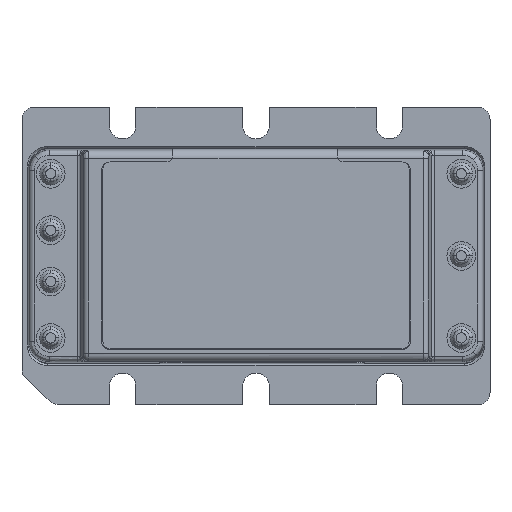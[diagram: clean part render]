
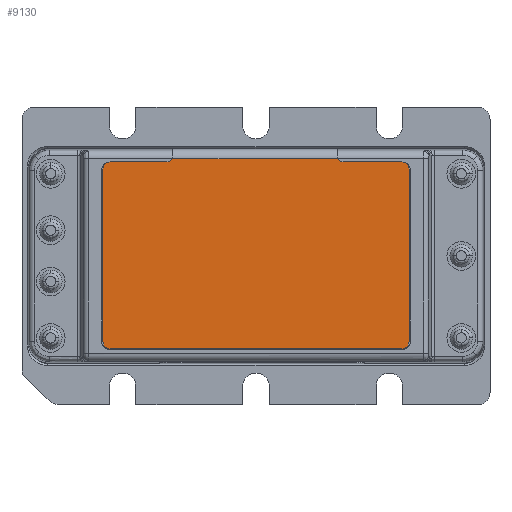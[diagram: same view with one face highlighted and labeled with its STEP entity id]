
A CAD part, top view. The second image highlights one B-rep face of the part: STEP entity #9130.
In plain terms, the highlighted planar face has unit normal (0, 0, 1).
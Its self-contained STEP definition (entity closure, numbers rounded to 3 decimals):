
#8856 = VERTEX_POINT('',#8857);
#8857 = CARTESIAN_POINT('',(-18.936,-10.603,-1.671));
#8865 = VERTEX_POINT('',#8866);
#8866 = CARTESIAN_POINT('',(-18.047,-11.492,-1.671));
#8872 = EDGE_CURVE('',#8856,#8865,#8873,.T.);
#8873 = CIRCLE('',#8874,0.889);
#8874 = AXIS2_PLACEMENT_3D('',#8875,#8876,#8877);
#8875 = CARTESIAN_POINT('',(-18.047,-10.603,-1.671));
#8876 = DIRECTION('',(0.,0.,1.));
#8877 = DIRECTION('',(1.,0.,0.));
#8890 = VERTEX_POINT('',#8891);
#8891 = CARTESIAN_POINT('',(18.047,-11.492,-1.671));
#8897 = EDGE_CURVE('',#8865,#8890,#8898,.T.);
#8898 = LINE('',#8899,#8900);
#8899 = CARTESIAN_POINT('',(18.047,-11.492,-1.671));
#8900 = VECTOR('',#8901,1.);
#8901 = DIRECTION('',(1.,0.,0.));
#8914 = VERTEX_POINT('',#8915);
#8915 = CARTESIAN_POINT('',(18.936,-10.603,-1.671));
#8921 = EDGE_CURVE('',#8890,#8914,#8922,.T.);
#8922 = CIRCLE('',#8923,0.889);
#8923 = AXIS2_PLACEMENT_3D('',#8924,#8925,#8926);
#8924 = CARTESIAN_POINT('',(18.047,-10.603,-1.671));
#8925 = DIRECTION('',(0.,0.,1.));
#8926 = DIRECTION('',(1.,0.,0.));
#8939 = VERTEX_POINT('',#8940);
#8940 = CARTESIAN_POINT('',(18.936,10.733,-1.671));
#8946 = EDGE_CURVE('',#8914,#8939,#8947,.T.);
#8947 = LINE('',#8948,#8949);
#8948 = CARTESIAN_POINT('',(18.936,10.733,-1.671));
#8949 = VECTOR('',#8950,1.);
#8950 = DIRECTION('',(0.,1.,0.));
#8964 = VERTEX_POINT('',#8965);
#8965 = CARTESIAN_POINT('',(18.047,11.622,-1.671));
#8971 = EDGE_CURVE('',#8939,#8964,#8972,.T.);
#8972 = CIRCLE('',#8973,0.889);
#8973 = AXIS2_PLACEMENT_3D('',#8974,#8975,#8976);
#8974 = CARTESIAN_POINT('',(18.047,10.733,-1.671));
#8975 = DIRECTION('',(0.,0.,1.));
#8976 = DIRECTION('',(1.,0.,0.));
#8990 = VERTEX_POINT('',#8991);
#8991 = CARTESIAN_POINT('',(10.935,11.622,-1.671));
#8997 = EDGE_CURVE('',#8964,#8990,#8998,.T.);
#8998 = LINE('',#8999,#9000);
#8999 = CARTESIAN_POINT('',(18.047,11.622,-1.671));
#9000 = VECTOR('',#9001,1.);
#9001 = DIRECTION('',(-1.,0.,0.));
#9013 = EDGE_CURVE('',#8990,#9014,#9016,.T.);
#9014 = VERTEX_POINT('',#9015);
#9015 = CARTESIAN_POINT('',(10.178,12.045,
    -1.671));
#9016 = CIRCLE('',#9017,0.889);
#9017 = AXIS2_PLACEMENT_3D('',#9018,#9019,#9020);
#9018 = CARTESIAN_POINT('',(10.935,12.511,-1.671));
#9019 = DIRECTION('',(0.,0.,-1.));
#9020 = DIRECTION('',(-1.,0.,0.));
#9035 = EDGE_CURVE('',#9036,#9038,#9040,.T.);
#9036 = VERTEX_POINT('',#9037);
#9037 = CARTESIAN_POINT('',(-10.407,12.045,
    -1.671));
#9038 = VERTEX_POINT('',#9039);
#9039 = CARTESIAN_POINT('',(-11.163,11.622,-1.671));
#9040 = CIRCLE('',#9041,0.889);
#9041 = AXIS2_PLACEMENT_3D('',#9042,#9043,#9044);
#9042 = CARTESIAN_POINT('',(-11.163,12.511,-1.671));
#9043 = DIRECTION('',(0.,0.,-1.));
#9044 = DIRECTION('',(1.,0.,0.));
#9069 = VERTEX_POINT('',#9070);
#9070 = CARTESIAN_POINT('',(-18.047,11.622,-1.671));
#9076 = EDGE_CURVE('',#9038,#9069,#9077,.T.);
#9077 = LINE('',#9078,#9079);
#9078 = CARTESIAN_POINT('',(-11.163,11.622,-1.671));
#9079 = VECTOR('',#9080,1.);
#9080 = DIRECTION('',(-1.,0.,0.));
#9094 = VERTEX_POINT('',#9095);
#9095 = CARTESIAN_POINT('',(-18.936,10.733,-1.671));
#9101 = EDGE_CURVE('',#9069,#9094,#9102,.T.);
#9102 = CIRCLE('',#9103,0.889);
#9103 = AXIS2_PLACEMENT_3D('',#9104,#9105,#9106);
#9104 = CARTESIAN_POINT('',(-18.047,10.733,-1.671));
#9105 = DIRECTION('',(0.,0.,1.));
#9106 = DIRECTION('',(-1.,0.,0.));
#9120 = EDGE_CURVE('',#9094,#8856,#9121,.T.);
#9121 = LINE('',#9122,#9123);
#9122 = CARTESIAN_POINT('',(-18.936,10.733,-1.671));
#9123 = VECTOR('',#9124,1.);
#9124 = DIRECTION('',(0.,-1.,0.));
#9130 = ADVANCED_FACE('',(#9131),#9150,.T.);
#9131 = FACE_BOUND('',#9132,.T.);
#9132 = EDGE_LOOP('',(#9133,#9139,#9140,#9141,#9142,#9143,#9144,#9145,
    #9146,#9147,#9148,#9149));
#9133 = ORIENTED_EDGE('',*,*,#9134,.F.);
#9134 = EDGE_CURVE('',#9036,#9014,#9135,.T.);
#9135 = LINE('',#9136,#9137);
#9136 = CARTESIAN_POINT('',(-18.047,12.045,-1.671));
#9137 = VECTOR('',#9138,1.);
#9138 = DIRECTION('',(1.,0.,0.));
#9139 = ORIENTED_EDGE('',*,*,#9035,.T.);
#9140 = ORIENTED_EDGE('',*,*,#9076,.T.);
#9141 = ORIENTED_EDGE('',*,*,#9101,.T.);
#9142 = ORIENTED_EDGE('',*,*,#9120,.T.);
#9143 = ORIENTED_EDGE('',*,*,#8872,.T.);
#9144 = ORIENTED_EDGE('',*,*,#8897,.T.);
#9145 = ORIENTED_EDGE('',*,*,#8921,.T.);
#9146 = ORIENTED_EDGE('',*,*,#8946,.T.);
#9147 = ORIENTED_EDGE('',*,*,#8971,.T.);
#9148 = ORIENTED_EDGE('',*,*,#8997,.T.);
#9149 = ORIENTED_EDGE('',*,*,#9013,.T.);
#9150 = PLANE('',#9151);
#9151 = AXIS2_PLACEMENT_3D('',#9152,#9153,#9154);
#9152 = CARTESIAN_POINT('',(-18.047,10.733,-1.671));
#9153 = DIRECTION('',(0.,0.,1.));
#9154 = DIRECTION('',(-1.,0.,0.));
